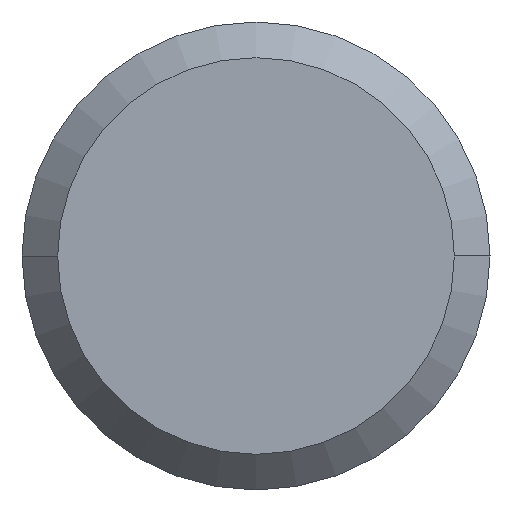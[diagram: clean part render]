
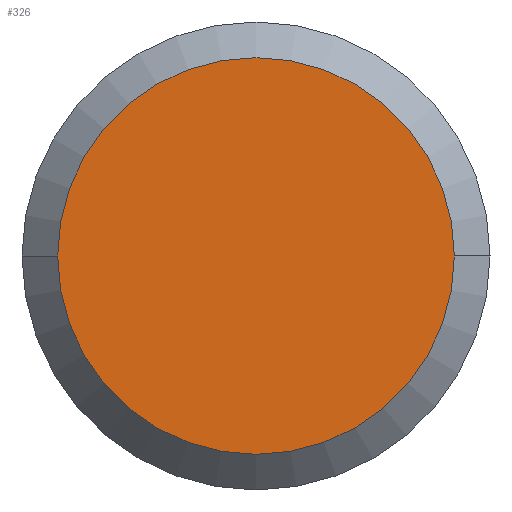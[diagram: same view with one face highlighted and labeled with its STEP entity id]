
A CAD part, left-side view. The second image highlights one B-rep face of the part: STEP entity #326.
In plain terms, the highlighted planar face has unit normal (-1, 0, 0).
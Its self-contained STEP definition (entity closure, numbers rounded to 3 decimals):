
#22 = CARTESIAN_POINT ( 'NONE',  ( 0., 0., 0. ) ) ;
#36 = EDGE_CURVE ( 'NONE', #229, #168, #253, .T. ) ;
#64 = EDGE_CURVE ( 'NONE', #168, #229, #346, .T. ) ;
#75 = ORIENTED_EDGE ( 'NONE', *, *, #64, .F. ) ;
#79 = PLANE ( 'NONE',  #411 ) ;
#80 = CARTESIAN_POINT ( 'NONE',  ( 0., 0., 0. ) ) ;
#84 = CARTESIAN_POINT ( 'NONE',  ( 0., 0., 0. ) ) ;
#103 = CARTESIAN_POINT ( 'NONE',  ( 0., -4.238, 0. ) ) ;
#119 = DIRECTION ( 'NONE',  ( 1., 0., 0. ) ) ;
#133 = DIRECTION ( 'NONE',  ( 0., 1., 0. ) ) ;
#137 = AXIS2_PLACEMENT_3D ( 'NONE', #84, #119, #276 ) ;
#168 = VERTEX_POINT ( 'NONE', #404 ) ;
#225 = FACE_OUTER_BOUND ( 'NONE', #282, .T. ) ;
#229 = VERTEX_POINT ( 'NONE', #103 ) ;
#246 = DIRECTION ( 'NONE',  ( 1., 0., 0. ) ) ;
#253 = CIRCLE ( 'NONE', #137, 4.238 ) ;
#266 = DIRECTION ( 'NONE',  ( -1., 0., 0. ) ) ;
#276 = DIRECTION ( 'NONE',  ( 0., 1., 0. ) ) ;
#282 = EDGE_LOOP ( 'NONE', ( #75, #311 ) ) ;
#304 = DIRECTION ( 'NONE',  ( 0., -1., 0. ) ) ;
#311 = ORIENTED_EDGE ( 'NONE', *, *, #36, .F. ) ;
#316 = AXIS2_PLACEMENT_3D ( 'NONE', #22, #246, #133 ) ;
#326 = ADVANCED_FACE ( 'NONE', ( #225 ), #79, .T. ) ;
#346 = CIRCLE ( 'NONE', #316, 4.238 ) ;
#404 = CARTESIAN_POINT ( 'NONE',  ( 0., 4.238, 0. ) ) ;
#411 = AXIS2_PLACEMENT_3D ( 'NONE', #80, #266, #304 ) ;
